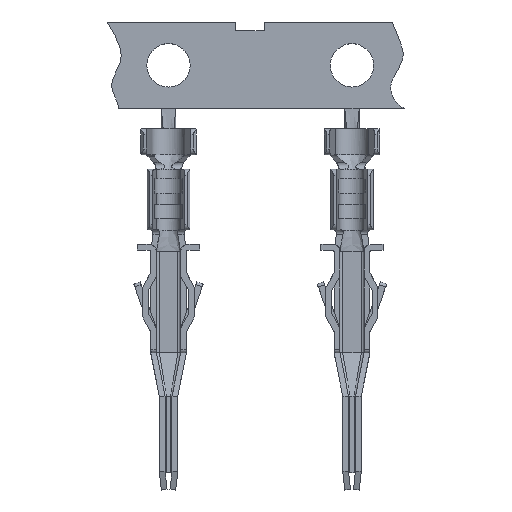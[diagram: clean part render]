
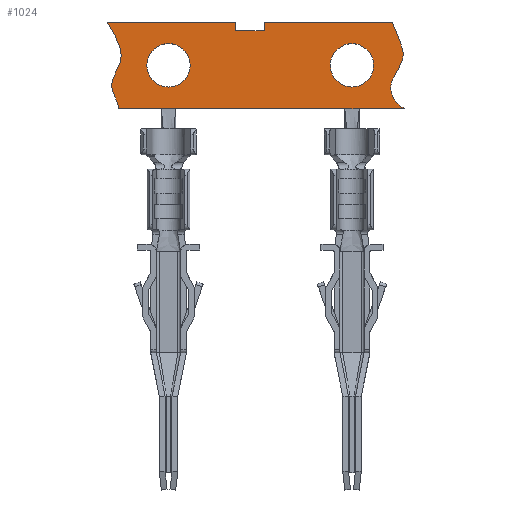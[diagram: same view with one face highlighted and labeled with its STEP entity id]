
A CAD part, top view. The second image highlights one B-rep face of the part: STEP entity #1024.
In plain terms, the highlighted planar face has unit normal (0, 0, 1).
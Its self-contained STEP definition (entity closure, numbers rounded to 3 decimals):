
#1024 = ADVANCED_FACE( '', ( #2255, #2256, #2257 ), #2258, .T. );
#2255 = FACE_BOUND( '', #4332, .T. );
#2256 = FACE_BOUND( '', #4333, .T. );
#2257 = FACE_OUTER_BOUND( '', #4334, .T. );
#2258 = PLANE( '', #4335 );
#4332 = EDGE_LOOP( '', ( #8212 ) );
#4333 = EDGE_LOOP( '', ( #8213 ) );
#4334 = EDGE_LOOP( '', ( #8214, #8215, #8216, #8217, #8218, #8219, #8220, #8221, #8222, #8223, #8224, #8225 ) );
#4335 = AXIS2_PLACEMENT_3D( '', #8226, #8227, #8228 );
#8212 = ORIENTED_EDGE( '', *, *, #11543, .T. );
#8213 = ORIENTED_EDGE( '', *, *, #10327, .T. );
#8214 = ORIENTED_EDGE( '', *, *, #11544, .T. );
#8215 = ORIENTED_EDGE( '', *, *, #11545, .T. );
#8216 = ORIENTED_EDGE( '', *, *, #11546, .T. );
#8217 = ORIENTED_EDGE( '', *, *, #11190, .F. );
#8218 = ORIENTED_EDGE( '', *, *, #11037, .T. );
#8219 = ORIENTED_EDGE( '', *, *, #11547, .T. );
#8220 = ORIENTED_EDGE( '', *, *, #11485, .T. );
#8221 = ORIENTED_EDGE( '', *, *, #10719, .T. );
#8222 = ORIENTED_EDGE( '', *, *, #10494, .T. );
#8223 = ORIENTED_EDGE( '', *, *, #11548, .T. );
#8224 = ORIENTED_EDGE( '', *, *, #11390, .T. );
#8225 = ORIENTED_EDGE( '', *, *, #11549, .T. );
#8226 = CARTESIAN_POINT( '', ( -3.175, 0.7, -0.002 ) );
#8227 = DIRECTION( '', ( 0., 0., 1. ) );
#8228 = DIRECTION( '', ( 1., 0., 0. ) );
#10327 = EDGE_CURVE( '', #12234, #12234, #12235, .T. );
#10494 = EDGE_CURVE( '', #12534, #12532, #12535, .T. );
#10719 = EDGE_CURVE( '', #12914, #12534, #12915, .F. );
#11037 = EDGE_CURVE( '', #13420, #12523, #13421, .T. );
#11190 = EDGE_CURVE( '', #13420, #13645, #13646, .T. );
#11390 = EDGE_CURVE( '', #13931, #13929, #13932, .T. );
#11485 = EDGE_CURVE( '', #14061, #12914, #14062, .T. );
#11543 = EDGE_CURVE( '', #14138, #14138, #14139, .T. );
#11544 = EDGE_CURVE( '', #14140, #14141, #14142, .T. );
#11545 = EDGE_CURVE( '', #14141, #14143, #14144, .T. );
#11546 = EDGE_CURVE( '', #14143, #13645, #14145, .T. );
#11547 = EDGE_CURVE( '', #12523, #14061, #14146, .F. );
#11548 = EDGE_CURVE( '', #12532, #13931, #14147, .T. );
#11549 = EDGE_CURVE( '', #13929, #14140, #14148, .T. );
#12234 = VERTEX_POINT( '', #15036 );
#12235 = CIRCLE( '', #15037, 0.75 );
#12523 = VERTEX_POINT( '', #15543 );
#12532 = VERTEX_POINT( '', #15560 );
#12534 = VERTEX_POINT( '', #15563 );
#12535 = LINE( '', #15564, #15565 );
#12914 = VERTEX_POINT( '', #16314 );
#12915 = LINE( '', #16315, #16316 );
#13420 = VERTEX_POINT( '', #17176 );
#13421 = LINE( '', #17177, #17178 );
#13645 = VERTEX_POINT( '', #17687 );
#13646 = B_SPLINE_CURVE_WITH_KNOTS( '', 3, ( #17688, #17689, #17690, #17691, #17692, #17693, #17694, #17695 ), .UNSPECIFIED., .F., .F., ( 4, 3, 1, 4 ), ( 0., 0.539, 0.779, 1. ), .UNSPECIFIED. );
#13929 = VERTEX_POINT( '', #18263 );
#13931 = VERTEX_POINT( '', #18266 );
#13932 = LINE( '', #18267, #18268 );
#14061 = VERTEX_POINT( '', #18514 );
#14062 = LINE( '', #18515, #18516 );
#14138 = VERTEX_POINT( '', #18664 );
#14139 = CIRCLE( '', #18665, 0.75 );
#14140 = VERTEX_POINT( '', #18666 );
#14141 = VERTEX_POINT( '', #18667 );
#14142 = LINE( '', #18668, #18669 );
#14143 = VERTEX_POINT( '', #18670 );
#14144 = LINE( '', #18671, #18672 );
#14145 = LINE( '', #18673, #18674 );
#14146 = LINE( '', #18675, #18676 );
#14147 = B_SPLINE_CURVE_WITH_KNOTS( '', 3, ( #18677, #18678, #18679, #18680, #18681, #18682 ), .UNSPECIFIED., .F., .F., ( 4, 1, 1, 4 ), ( 0., 0.333, 0.67, 1. ), .UNSPECIFIED. );
#14148 = LINE( '', #18683, #18684 );
#15036 = CARTESIAN_POINT( '', ( 0.75, 2.2, -0.002 ) );
#15037 = AXIS2_PLACEMENT_3D( '', #19927, #19928, #19929 );
#15543 = CARTESIAN_POINT( '', ( -6.6, 0.7, -0.002 ) );
#15560 = CARTESIAN_POINT( '', ( 1.822, 0.7, -0.002 ) );
#15563 = CARTESIAN_POINT( '', ( 0.25, 0.7, -0.002 ) );
#15564 = CARTESIAN_POINT( '', ( -3.175, 0.7, -0.002 ) );
#15565 = VECTOR( '', #20084, 1000. );
#16314 = CARTESIAN_POINT( '', ( -0.25, 0.7, -0.002 ) );
#16315 = CARTESIAN_POINT( '', ( 0.25, 0.7, -0.002 ) );
#16316 = VECTOR( '', #20263, 1000. );
#17176 = CARTESIAN_POINT( '', ( -8.095, 0.7, -0.002 ) );
#17177 = CARTESIAN_POINT( '', ( -3.175, 0.7, -0.002 ) );
#17178 = VECTOR( '', #20585, 1000. );
#17687 = CARTESIAN_POINT( '', ( -8.467, 3.7, -0.002 ) );
#17688 = CARTESIAN_POINT( '', ( -8.095, 0.7, -0.002 ) );
#17689 = CARTESIAN_POINT( '', ( -7.998, 0.77, -0.002 ) );
#17690 = CARTESIAN_POINT( '', ( -8.299, 1.169, -0.002 ) );
#17691 = CARTESIAN_POINT( '', ( -8.313, 1.489, -0.002 ) );
#17692 = CARTESIAN_POINT( '', ( -8.326, 1.802, -0.002 ) );
#17693 = CARTESIAN_POINT( '', ( -7.799, 2.371, -0.002 ) );
#17694 = CARTESIAN_POINT( '', ( -8.09, 3.058, -0.002 ) );
#17695 = CARTESIAN_POINT( '', ( -8.467, 3.7, -0.002 ) );
#18263 = CARTESIAN_POINT( '', ( -3.036, 3.7, -0.002 ) );
#18266 = CARTESIAN_POINT( '', ( 1.394, 3.7, -0.002 ) );
#18267 = CARTESIAN_POINT( '', ( 3.175, 3.7, -0.002 ) );
#18268 = VECTOR( '', #20868, 1000. );
#18514 = CARTESIAN_POINT( '', ( -6.1, 0.7, -0.002 ) );
#18515 = CARTESIAN_POINT( '', ( -3.175, 0.7, -0.002 ) );
#18516 = VECTOR( '', #20962, 1000. );
#18664 = CARTESIAN_POINT( '', ( -7.1, 2.2, -0.002 ) );
#18665 = AXIS2_PLACEMENT_3D( '', #21008, #21009, #21010 );
#18666 = CARTESIAN_POINT( '', ( -3.036, 3.404, -0.002 ) );
#18667 = CARTESIAN_POINT( '', ( -4.036, 3.404, -0.002 ) );
#18668 = CARTESIAN_POINT( '', ( -3.036, 3.404, -0.002 ) );
#18669 = VECTOR( '', #21011, 1000. );
#18670 = CARTESIAN_POINT( '', ( -4.036, 3.7, -0.002 ) );
#18671 = CARTESIAN_POINT( '', ( -4.036, 3.404, -0.002 ) );
#18672 = VECTOR( '', #21012, 1000. );
#18673 = CARTESIAN_POINT( '', ( 3.175, 3.7, -0.002 ) );
#18674 = VECTOR( '', #21013, 1000. );
#18675 = CARTESIAN_POINT( '', ( -6.1, 0.7, -0.002 ) );
#18676 = VECTOR( '', #21014, 1000. );
#18677 = CARTESIAN_POINT( '', ( 1.822, 0.7, -0.002 ) );
#18678 = CARTESIAN_POINT( '', ( 1.575, 0.81, -0.002 ) );
#18679 = CARTESIAN_POINT( '', ( 1.04, 1.471, -0.002 ) );
#18680 = CARTESIAN_POINT( '', ( 2.041, 2.467, -0.002 ) );
#18681 = CARTESIAN_POINT( '', ( 1.595, 3.145, -0.002 ) );
#18682 = CARTESIAN_POINT( '', ( 1.394, 3.7, -0.002 ) );
#18683 = CARTESIAN_POINT( '', ( -3.036, 3.7, -0.002 ) );
#18684 = VECTOR( '', #21015, 1000. );
#19927 = CARTESIAN_POINT( '', ( 0., 2.2, -0.002 ) );
#19928 = DIRECTION( '', ( 0., 0., -1. ) );
#19929 = DIRECTION( '', ( 1., 0., 0. ) );
#20084 = DIRECTION( '', ( 1., 0., 0. ) );
#20263 = DIRECTION( '', ( -1., 0., 0. ) );
#20585 = DIRECTION( '', ( 1., 0., 0. ) );
#20868 = DIRECTION( '', ( -1., 0., 0. ) );
#20962 = DIRECTION( '', ( 1., 0., 0. ) );
#21008 = CARTESIAN_POINT( '', ( -6.35, 2.2, -0.002 ) );
#21009 = DIRECTION( '', ( 0., 0., -1. ) );
#21010 = DIRECTION( '', ( -1., 0., 0. ) );
#21011 = DIRECTION( '', ( -1., 0., 0. ) );
#21012 = DIRECTION( '', ( 0., 1., 0. ) );
#21013 = DIRECTION( '', ( -1., 0., 0. ) );
#21014 = DIRECTION( '', ( -1., 0., 0. ) );
#21015 = DIRECTION( '', ( 0., -1., 0. ) );
